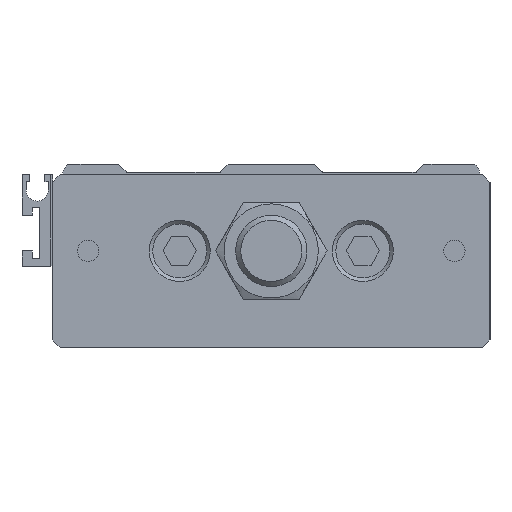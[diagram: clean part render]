
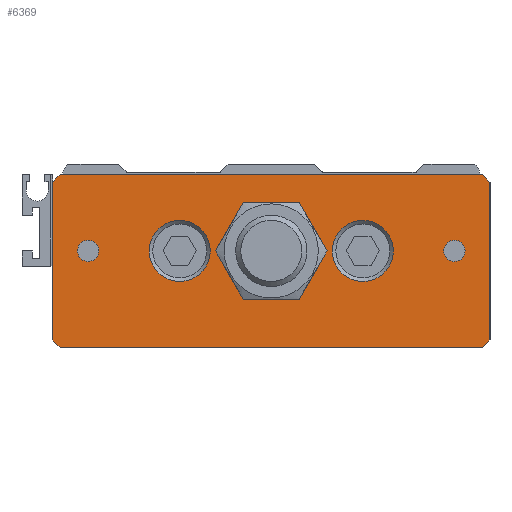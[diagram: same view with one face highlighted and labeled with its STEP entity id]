
A CAD part, left-side view. The second image highlights one B-rep face of the part: STEP entity #6369.
In plain terms, the highlighted planar face has unit normal (-1, 0, 0).
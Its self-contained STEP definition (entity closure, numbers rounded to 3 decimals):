
#5589=CARTESIAN_POINT('',(-15.,-57.,-34.5));
#5590=VERTEX_POINT('Vertex277',#5589);
#5597=CARTESIAN_POINT('',(-15.,-57.,-3.5));
#5598=VERTEX_POINT('Vertex278',#5597);
#5599=CARTESIAN_POINT('',(-15.,-57.,-19.));
#5600=DIRECTION('',(0.,0.,1.));
#5601=VECTOR('',#5600,1.);
#5602=LINE('nurbsCrv359',#5599,#5601);
#5603=EDGE_CURVE('Edge359',#5590,#5598,#5602,.T.);
#5649=CARTESIAN_POINT('',(-15.,-94.515,-7.5
));
#5650=VERTEX_POINT('Vertex281',#5649);
#5651=CARTESIAN_POINT('',(-15.,-105.485,-7.5
));
#5652=VERTEX_POINT('Vertex280',#5651);
#5653=CARTESIAN_POINT('',(-15.,-100.,-7.5
));
#5654=DIRECTION('',(0.,-1.,0.));
#5655=VECTOR('',#5654,1.);
#5656=LINE('nurbsCrv362',#5653,#5655);
#5657=EDGE_CURVE('Edge362',#5650,#5652,#5656,.T.);
#5680=CARTESIAN_POINT('',(-15.,-89.03,-17.
));
#5681=VERTEX_POINT('Vertex282',#5680);
#5682=CARTESIAN_POINT('',(-15.,-91.773,-12.25
));
#5683=DIRECTION('',(0.,-0.5,0.866));
#5684=VECTOR('',#5683,1.);
#5685=LINE('nurbsCrv365',#5682,#5684);
#5686=EDGE_CURVE('Edge365',#5681,#5650,#5685,.T.);
#5704=CARTESIAN_POINT('',(-15.,-94.515,-26.5
));
#5705=VERTEX_POINT('Vertex283',#5704);
#5706=CARTESIAN_POINT('',(-15.,-91.773,-21.75
));
#5707=DIRECTION('',(0.,0.5,0.866));
#5708=VECTOR('',#5707,1.);
#5709=LINE('nurbsCrv367',#5706,#5708);
#5710=EDGE_CURVE('Edge367',#5705,#5681,#5709,.T.);
#5728=CARTESIAN_POINT('',(-15.,-110.97,-17.
));
#5729=VERTEX_POINT('Vertex284',#5728);
#5730=CARTESIAN_POINT('',(-15.,-108.227,-12.25
));
#5731=DIRECTION('',(0.,-0.5,-0.866));
#5732=VECTOR('',#5731,1.);
#5733=LINE('nurbsCrv369',#5730,#5732);
#5734=EDGE_CURVE('Edge369',#5652,#5729,#5733,.T.);
#5752=CARTESIAN_POINT('',(-15.,-105.485,-26.5
));
#5753=VERTEX_POINT('Vertex285',#5752);
#5754=CARTESIAN_POINT('',(-15.,-100.,-26.5
));
#5755=DIRECTION('',(0.,1.,0.));
#5756=VECTOR('',#5755,1.);
#5757=LINE('nurbsCrv371',#5754,#5756);
#5758=EDGE_CURVE('Edge371',#5753,#5705,#5757,.T.);
#5777=CARTESIAN_POINT('',(-15.,-108.227,-21.75
));
#5778=DIRECTION('',(0.,0.5,-0.866));
#5779=VECTOR('',#5778,1.);
#5780=LINE('nurbsCrv373',#5777,#5779);
#5781=EDGE_CURVE('Edge373',#5729,#5753,#5780,.T.);
#6050=CARTESIAN_POINT('',(-15.,-118.,-11.));
#6051=VERTEX_POINT('Vertex300',#6050);
#6052=CARTESIAN_POINT('',(-15.,-118.,-17.));
#6053=DIRECTION('',(1.,0.,0.));
#6054=DIRECTION('',(0.,0.,1.));
#6055=AXIS2_PLACEMENT_3D('',#6052,#6053,#6054);
#6056=CIRCLE('nurbsCrv388',#6055,6.);
#6057=EDGE_CURVE('Edge388',#6051,#6051,#6056,.T.);
#6070=CARTESIAN_POINT('',(-15.,-82.,-11.));
#6071=VERTEX_POINT('Vertex301',#6070);
#6072=CARTESIAN_POINT('',(-15.,-82.,-17.));
#6073=DIRECTION('',(1.,0.,0.));
#6074=DIRECTION('',(0.,0.,1.));
#6075=AXIS2_PLACEMENT_3D('',#6072,#6073,#6074);
#6076=CIRCLE('nurbsCrv389',#6075,6.);
#6077=EDGE_CURVE('Edge389',#6071,#6071,#6076,.T.);
#6110=CARTESIAN_POINT('',(-15.,-64.,-19.1));
#6111=VERTEX_POINT('Vertex302',#6110);
#6112=CARTESIAN_POINT('',(-15.,-64.,-14.9));
#6113=VERTEX_POINT('Vertex344',#6112);
#6114=CARTESIAN_POINT('',(-15.,-64.,-17.));
#6115=DIRECTION('',(1.,0.,0.));
#6116=DIRECTION('',(0.,0.,-1.));
#6117=AXIS2_PLACEMENT_3D('',#6114,#6115,#6116);
#6118=CIRCLE('nurbsCrv1501',#6117,2.1);
#6119=EDGE_CURVE('Edge532',#6111,#6113,#6118,.T.);
#6121=CARTESIAN_POINT('',(-15.,-64.,-17.));
#6122=DIRECTION('',(1.,0.,0.));
#6123=DIRECTION('',(0.,0.,1.));
#6124=AXIS2_PLACEMENT_3D('',#6121,#6122,#6123);
#6125=CIRCLE('nurbsCrv1502',#6124,2.1);
#6126=EDGE_CURVE('Edge533',#6113,#6111,#6125,.T.);
#6156=CARTESIAN_POINT('',(-15.,-136.,-19.1));
#6157=VERTEX_POINT('Vertex304',#6156);
#6158=CARTESIAN_POINT('',(-15.,-136.,-14.9));
#6159=VERTEX_POINT('Vertex346',#6158);
#6160=CARTESIAN_POINT('',(-15.,-136.,-17.));
#6161=DIRECTION('',(1.,0.,0.));
#6162=DIRECTION('',(0.,0.,-1.));
#6163=AXIS2_PLACEMENT_3D('',#6160,#6161,#6162);
#6164=CIRCLE('nurbsCrv1514',#6163,2.1);
#6165=EDGE_CURVE('Edge537',#6157,#6159,#6164,.T.);
#6167=CARTESIAN_POINT('',(-15.,-136.,-17.));
#6168=DIRECTION('',(1.,0.,0.));
#6169=DIRECTION('',(0.,0.,1.));
#6170=AXIS2_PLACEMENT_3D('',#6167,#6168,#6169);
#6171=CIRCLE('nurbsCrv1515',#6170,2.1);
#6172=EDGE_CURVE('Edge538',#6159,#6157,#6171,.T.);
#6192=CARTESIAN_POINT('',(-15.,-58.5,-2.));
#6193=VERTEX_POINT('Vertex307',#6192);
#6194=CARTESIAN_POINT('',(-15.,-57.75,-2.75));
#6195=DIRECTION('',(0.,-0.707,0.707));
#6196=VECTOR('',#6195,1.);
#6197=LINE('nurbsCrv395',#6194,#6196);
#6198=EDGE_CURVE('Edge395',#5598,#6193,#6197,.T.);
#6222=CARTESIAN_POINT('',(-15.,-58.5,-36.));
#6223=VERTEX_POINT('Vertex309',#6222);
#6230=CARTESIAN_POINT('',(-15.,-57.75,-35.25));
#6231=DIRECTION('',(0.,0.707,0.707));
#6232=VECTOR('',#6231,1.);
#6233=LINE('nurbsCrv399',#6230,#6232);
#6234=EDGE_CURVE('Edge399',#6223,#5590,#6233,.T.);
#6253=CARTESIAN_POINT('',(-15.,-141.5,-36.));
#6254=VERTEX_POINT('Vertex311',#6253);
#6261=CARTESIAN_POINT('',(-15.,-100.,-36.));
#6262=DIRECTION('',(0.,1.,0.));
#6263=VECTOR('',#6262,1.);
#6264=LINE('nurbsCrv402',#6261,#6263);
#6265=EDGE_CURVE('Edge402',#6254,#6223,#6264,.T.);
#6290=CARTESIAN_POINT('',(-15.,-143.,-34.5));
#6291=VERTEX_POINT('Vertex313',#6290);
#6298=CARTESIAN_POINT('',(-15.,-142.25,-35.25));
#6299=DIRECTION('',(0.,0.707,-0.707));
#6300=VECTOR('',#6299,1.);
#6301=LINE('nurbsCrv405',#6298,#6300);
#6302=EDGE_CURVE('Edge405',#6291,#6254,#6301,.T.);
#6313=CARTESIAN_POINT('',(-15.,-141.5,-2.));
#6314=VERTEX_POINT('Vertex315',#6313);
#6315=CARTESIAN_POINT('',(-15.,-143.,-3.5));
#6316=VERTEX_POINT('Vertex314',#6315);
#6317=CARTESIAN_POINT('',(-15.,-142.25,-2.75));
#6318=DIRECTION('',(0.,-0.707,-0.707));
#6319=VECTOR('',#6318,1.);
#6320=LINE('nurbsCrv406',#6317,#6319);
#6321=EDGE_CURVE('Edge406',#6314,#6316,#6320,.T.);
#6322=ORIENTED_EDGE('Edgeuse790',*,*,#6321,.F.);
#6323=CARTESIAN_POINT('',(-15.,-100.,-2.));
#6324=DIRECTION('',(0.,-1.,0.));
#6325=VECTOR('',#6324,1.);
#6326=LINE('nurbsCrv407',#6323,#6325);
#6327=EDGE_CURVE('Edge407',#6193,#6314,#6326,.T.);
#6328=ORIENTED_EDGE('Edgeuse791',*,*,#6327,.F.);
#6329=ORIENTED_EDGE('Edgeuse792',*,*,#6198,.F.);
#6330=ORIENTED_EDGE('Edgeuse793',*,*,#5603,.F.);
#6331=ORIENTED_EDGE('Edgeuse794',*,*,#6234,.F.);
#6332=ORIENTED_EDGE('Edgeuse795',*,*,#6265,.F.);
#6333=ORIENTED_EDGE('Edgeuse796',*,*,#6302,.F.);
#6334=CARTESIAN_POINT('',(-15.,-143.,-19.));
#6335=DIRECTION('',(0.,0.,-1.));
#6336=VECTOR('',#6335,1.);
#6337=LINE('nurbsCrv408',#6334,#6336);
#6338=EDGE_CURVE('Edge408',#6316,#6291,#6337,.T.);
#6339=ORIENTED_EDGE('Edgeuse797',*,*,#6338,.F.);
#6340=EDGE_LOOP('',(#6322,#6328,#6329,#6330,#6331,#6332,#6333,#6339));
#6341=FACE_OUTER_BOUND('',#6340,.T.);
#6342=ORIENTED_EDGE('Edgeuse798',*,*,#6057,.T.);
#6343=EDGE_LOOP('',(#6342));
#6344=FACE_BOUND('',#6343,.T.);
#6345=ORIENTED_EDGE('Edgeuse799',*,*,#6077,.T.);
#6346=EDGE_LOOP('',(#6345));
#6347=FACE_BOUND('',#6346,.T.);
#6348=ORIENTED_EDGE('Edgeuse782',*,*,#5710,.T.);
#6349=ORIENTED_EDGE('Edgeuse783',*,*,#5686,.T.);
#6350=ORIENTED_EDGE('Edgeuse784',*,*,#5657,.T.);
#6351=ORIENTED_EDGE('Edgeuse785',*,*,#5734,.T.);
#6352=ORIENTED_EDGE('Edgeuse786',*,*,#5781,.T.);
#6353=ORIENTED_EDGE('Edgeuse787',*,*,#5758,.T.);
#6354=EDGE_LOOP('',(#6348,#6349,#6350,#6351,#6352,#6353));
#6355=FACE_BOUND('',#6354,.T.);
#6356=ORIENTED_EDGE('Edgeuse1064',*,*,#6119,.T.);
#6357=ORIENTED_EDGE('Edgeuse1066',*,*,#6126,.T.);
#6358=EDGE_LOOP('',(#6356,#6357));
#6359=FACE_BOUND('',#6358,.T.);
#6360=ORIENTED_EDGE('Edgeuse1074',*,*,#6165,.T.);
#6361=ORIENTED_EDGE('Edgeuse1076',*,*,#6172,.T.);
#6362=EDGE_LOOP('',(#6360,#6361));
#6363=FACE_BOUND('',#6362,.T.);
#6364=CARTESIAN_POINT('',(-15.,-100.,-19.));
#6365=DIRECTION('',(-1.,0.,0.));
#6366=DIRECTION('',(0.,-1.,0.));
#6367=AXIS2_PLACEMENT_3D('',#6364,#6365,#6366);
#6368=PLANE('nurbsSrf211',#6367);
#6369=ADVANCED_FACE('Face211',(#6341,#6344,#6347,#6355,#6359,#6363),#6368,.T.);
